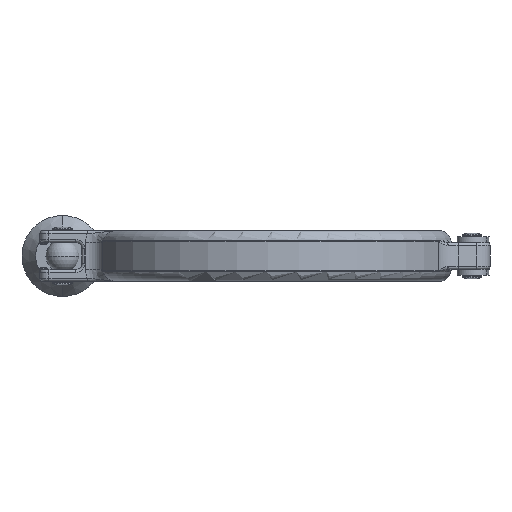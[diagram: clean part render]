
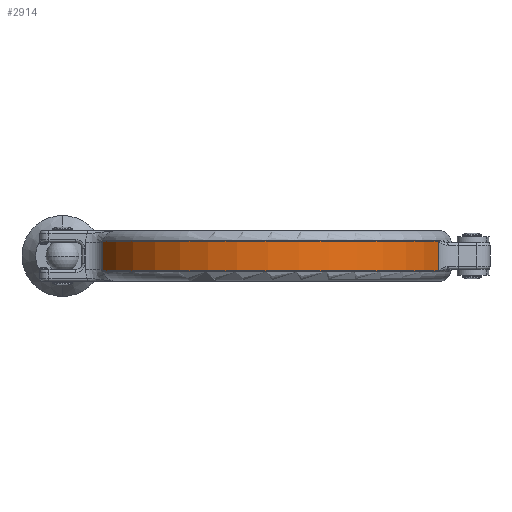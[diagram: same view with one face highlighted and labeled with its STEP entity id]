
A CAD part, front view. The second image highlights one B-rep face of the part: STEP entity #2914.
In plain terms, the highlighted cylindrical face has radius 59.85 mm (diameter 119.7 mm), a partial arc.
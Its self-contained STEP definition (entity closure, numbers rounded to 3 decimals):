
#503 = VECTOR ( 'NONE', #2353, 1000. ) ;
#938 = CYLINDRICAL_SURFACE ( 'NONE', #11969, 59.85 ) ;
#1299 = DIRECTION ( 'NONE',  ( 1., 0., 0. ) ) ;
#1552 = ORIENTED_EDGE ( 'NONE', *, *, #5551, .T. ) ;
#1560 = CARTESIAN_POINT ( 'NONE',  ( -56.411, -19.995, 4.872 ) ) ;
#2353 = DIRECTION ( 'NONE',  ( 0., 0., -1. ) ) ;
#2434 = CARTESIAN_POINT ( 'NONE',  ( 0., 0., 4.872 ) ) ;
#2914 = ADVANCED_FACE ( 'NONE', ( #4941 ), #938, .T. ) ;
#3398 = CARTESIAN_POINT ( 'NONE',  ( -56.411, -19.995, -4.872 ) ) ;
#3477 = DIRECTION ( 'NONE',  ( 0., 0., 1. ) ) ;
#3549 = VERTEX_POINT ( 'NONE', #1560 ) ;
#4570 = VERTEX_POINT ( 'NONE', #12502 ) ;
#4941 = FACE_OUTER_BOUND ( 'NONE', #9561, .T. ) ;
#5005 = CARTESIAN_POINT ( 'NONE',  ( 0., 0., 8.5 ) ) ;
#5138 = LINE ( 'NONE', #6216, #9892 ) ;
#5286 = CARTESIAN_POINT ( 'NONE',  ( -56.411, -19.995, 8.5 ) ) ;
#5551 = EDGE_CURVE ( 'NONE', #8554, #4570, #10050, .T. ) ;
#5860 = VERTEX_POINT ( 'NONE', #6877 ) ;
#6158 = DIRECTION ( 'NONE',  ( 0., 0., 1. ) ) ;
#6216 = CARTESIAN_POINT ( 'NONE',  ( 55.516, -22.36, 8.5 ) ) ;
#6727 = EDGE_CURVE ( 'NONE', #4570, #5860, #5138, .T. ) ;
#6770 = DIRECTION ( 'NONE',  ( 0., 0., -1. ) ) ;
#6844 = AXIS2_PLACEMENT_3D ( 'NONE', #12612, #3477, #9584 ) ;
#6877 = CARTESIAN_POINT ( 'NONE',  ( 55.516, -22.36, 4.872 ) ) ;
#7295 = LINE ( 'NONE', #5286, #503 ) ;
#8402 = DIRECTION ( 'NONE',  ( 0., 0., -1. ) ) ;
#8439 = ORIENTED_EDGE ( 'NONE', *, *, #6727, .T. ) ;
#8554 = VERTEX_POINT ( 'NONE', #3398 ) ;
#8728 = ORIENTED_EDGE ( 'NONE', *, *, #10869, .T. ) ;
#9561 = EDGE_LOOP ( 'NONE', ( #8439, #13022, #8728, #1552 ) ) ;
#9584 = DIRECTION ( 'NONE',  ( -1., 0., 0. ) ) ;
#9892 = VECTOR ( 'NONE', #6158, 1000. ) ;
#9929 = DIRECTION ( 'NONE',  ( -1., 0., 0. ) ) ;
#10050 = CIRCLE ( 'NONE', #6844, 59.85 ) ;
#10589 = CIRCLE ( 'NONE', #11015, 59.85 ) ;
#10869 = EDGE_CURVE ( 'NONE', #3549, #8554, #7295, .T. ) ;
#11015 = AXIS2_PLACEMENT_3D ( 'NONE', #2434, #8402, #1299 ) ;
#11634 = EDGE_CURVE ( 'NONE', #5860, #3549, #10589, .T. ) ;
#11969 = AXIS2_PLACEMENT_3D ( 'NONE', #5005, #6770, #9929 ) ;
#12502 = CARTESIAN_POINT ( 'NONE',  ( 55.516, -22.36, -4.872 ) ) ;
#12612 = CARTESIAN_POINT ( 'NONE',  ( 0., 0., -4.872 ) ) ;
#13022 = ORIENTED_EDGE ( 'NONE', *, *, #11634, .T. ) ;
